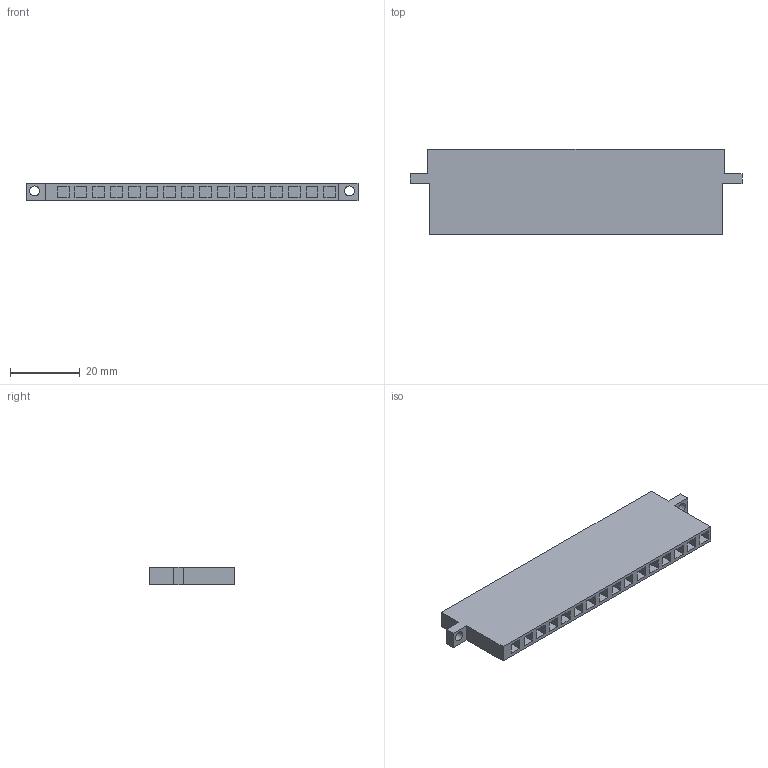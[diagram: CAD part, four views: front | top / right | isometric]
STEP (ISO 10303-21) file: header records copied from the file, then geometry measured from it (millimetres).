
FILE_DESCRIPTION(/* description */ (''),/* implementation_level */ '2;1');
FILE_NAME(/* name */ '100122905ugm000_b.stp',/* time_stamp */ '2014-11-03T08:19:51+01:00',/* author */ (''),/* organization */ (''),/* preprocessor_version */ 'ST-DEVELOPER v15',/* originating_system */ 'SIEMENS PLM Software NX 8.5',/* authorisation */ '');
FILE_SCHEMA (('AUTOMOTIVE_DESIGN { 1 0 10303 214 3 1 1 1 }'));
Length unit declared in the file: millimetre
Products named in the file (1): 100122905ugm000_b
Bounding box: 94.9 x 24.45 x 5 mm (x, y, z)
Volume: 8645.7 mm3; surface area: 7611.2 mm2
Topology: 1 solids, 1 shells, 144 faces, 314 edges, 206 vertices
Faces by surface type: plane 110, cylinder 18, cone 16
Full cylindrical faces by diameter (mm): 1.53 x16, 2.85 x2
Entity records: 3768 total; most frequent: CARTESIAN_POINT 631, DIRECTION 622, ORIENTED_EDGE 560, EDGE_CURVE 280, LINE 228, VECTOR 228, EDGE_LOOP 214, VERTEX_POINT 204
